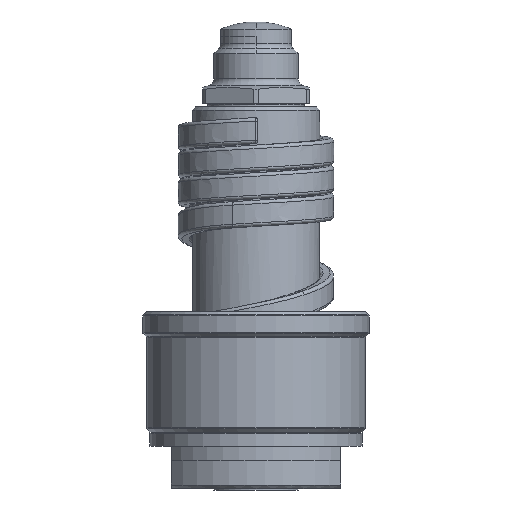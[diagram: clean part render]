
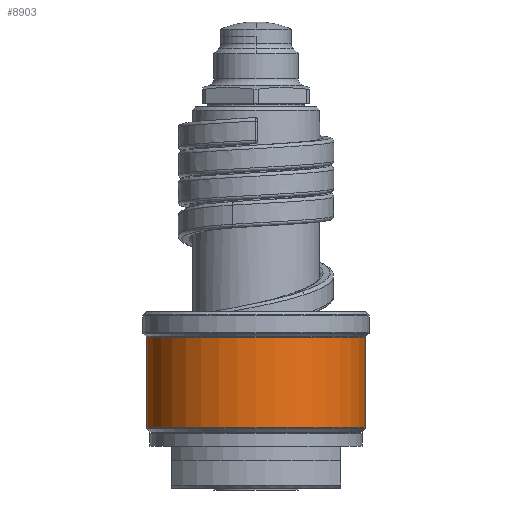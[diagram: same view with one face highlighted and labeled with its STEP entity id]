
A CAD part, front view. The second image highlights one B-rep face of the part: STEP entity #8903.
In plain terms, the highlighted cylindrical face has radius 15.5 mm (diameter 31 mm), a partial arc.
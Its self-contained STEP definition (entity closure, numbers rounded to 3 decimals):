
#2119=CARTESIAN_POINT('',(0.,0.,8.583));
#2120=DIRECTION('',(0.,0.,1.));
#2121=DIRECTION('',(-1.,0.,0.));
#2122=AXIS2_PLACEMENT_3D('',#2119,#2120,#2121);
#2124=DIRECTION('',(0.,0.,-1.));
#2125=VECTOR('',#2124,12.835);
#2126=CARTESIAN_POINT('',(-15.5,0.,21.417));
#2127=LINE('',#2126,#2125);
#2128=CARTESIAN_POINT('',(0.,0.,21.417));
#2129=DIRECTION('',(0.,0.,1.));
#2130=DIRECTION('',(-1.,0.,0.));
#2131=AXIS2_PLACEMENT_3D('',#2128,#2129,#2130);
#2133=DIRECTION('',(0.,0.,-1.));
#2134=VECTOR('',#2133,12.835);
#2135=CARTESIAN_POINT('',(15.5,0.,21.417));
#2136=LINE('',#2135,#2134);
#5905=CARTESIAN_POINT('',(15.5,0.,21.417));
#5906=CARTESIAN_POINT('',(-15.5,0.,21.417));
#5907=VERTEX_POINT('',#5905);
#5908=VERTEX_POINT('',#5906);
#5931=CARTESIAN_POINT('',(15.5,0.,8.583));
#5932=VERTEX_POINT('',#5931);
#5933=CARTESIAN_POINT('',(-15.5,0.,8.583));
#5934=VERTEX_POINT('',#5933);
#8891=CARTESIAN_POINT('',(0.,0.,7.15));
#8892=DIRECTION('',(0.,0.,1.));
#8893=DIRECTION('',(-1.,0.,0.));
#8894=AXIS2_PLACEMENT_3D('',#8891,#8892,#8893);
#8895=CYLINDRICAL_SURFACE('',#8894,15.5);
#8896=ORIENTED_EDGE('',*,*,#8863,.F.);
#8897=ORIENTED_EDGE('',*,*,#8881,.F.);
#8899=ORIENTED_EDGE('',*,*,#8898,.T.);
#8900=ORIENTED_EDGE('',*,*,#8877,.T.);
#8901=EDGE_LOOP('',(#8896,#8897,#8899,#8900));
#8902=FACE_OUTER_BOUND('',#8901,.F.);
#2123=CIRCLE('',#2122,15.5);
#2132=CIRCLE('',#2131,15.5);
#8863=EDGE_CURVE('',#5934,#5932,#2123,.T.);
#8877=EDGE_CURVE('',#5907,#5932,#2136,.T.);
#8881=EDGE_CURVE('',#5908,#5934,#2127,.T.);
#8898=EDGE_CURVE('',#5908,#5907,#2132,.T.);
#8903=ADVANCED_FACE('',(#8902),#8895,.T.);
